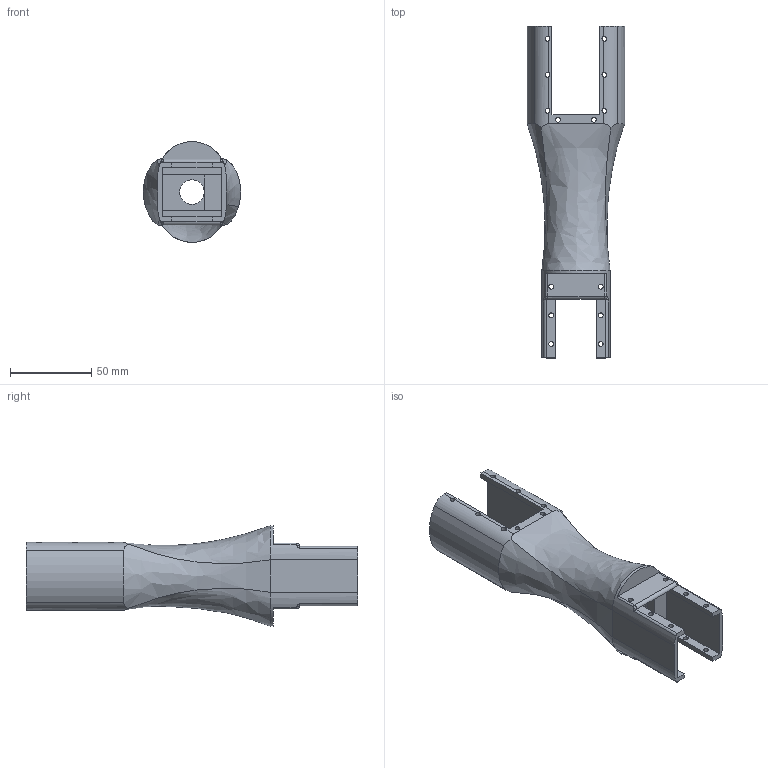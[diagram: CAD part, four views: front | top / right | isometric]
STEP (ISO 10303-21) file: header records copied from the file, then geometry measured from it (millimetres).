
FILE_DESCRIPTION(/* description */ (''),/* implementation_level */ '2;1');
FILE_NAME(/* name */ 'arm_3 (second arm).stp',/* time_stamp */ '2025-09-20T01:05:10+09:00',/* author */ ('wlgns'),/* organization */ (''),/* preprocessor_version */ 'ST-DEVELOPER v20.1',/* originating_system */ 'Autodesk Inventor 2026',/* authorisation */ '');
FILE_SCHEMA (('AUTOMOTIVE_DESIGN { 1 0 10303 214 3 1 1 }'));
Length unit declared in the file: millimetre
Products named in the file (1): arm_3 (second arm)
Bounding box: 59.97 x 204.2 x 61.98 mm (x, y, z)
Volume: 125720.8 mm3; surface area: 55330.5 mm2
Topology: 1 solids, 1 shells, 119 faces, 369 edges, 244 vertices
Faces by surface type: cylinder 54, plane 52, bspline 13
Full cylindrical faces by diameter (mm): 3 x29, 15 x2, 34 x1
Entity records: 5363 total; most frequent: CARTESIAN_POINT 1968, ORIENTED_EDGE 738, DIRECTION 630, EDGE_CURVE 369, VERTEX_POINT 240, AXIS2_PLACEMENT_3D 213, LINE 204, VECTOR 204
